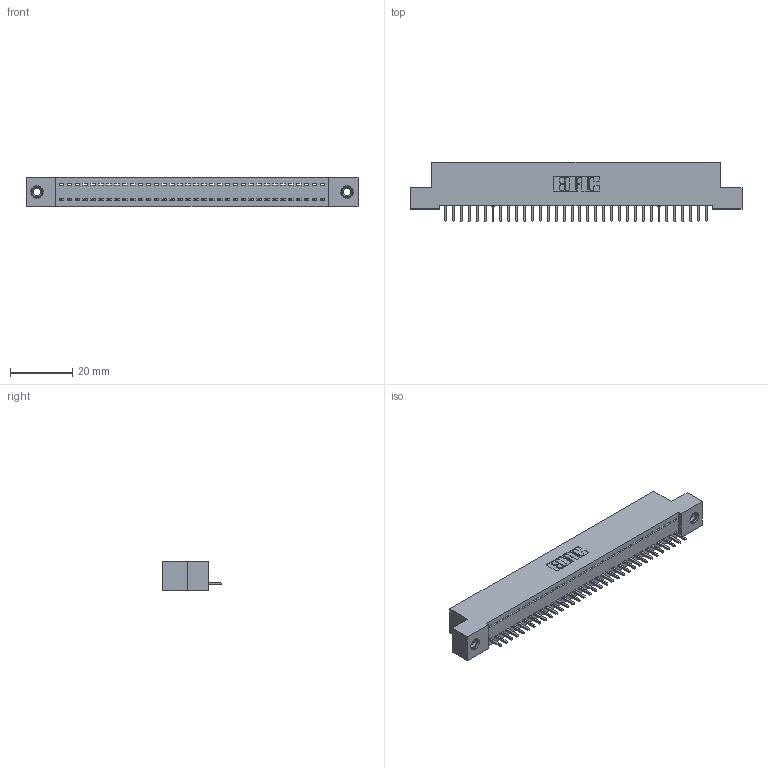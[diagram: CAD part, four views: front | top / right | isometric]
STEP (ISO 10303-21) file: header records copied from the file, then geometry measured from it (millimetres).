
FILE_DESCRIPTION (( 'STEP AP203' ), '1' );
FILE_NAME ('392-034-521-107.STEP', '2018-08-16T01:14:55', ( '' ), ( '' ), 'SwSTEP 2.0', 'SolidWorks 2016', '' );
FILE_SCHEMA (( 'CONFIG_CONTROL_DESIGN' ));
Length unit declared in the file: inch
Products named in the file (4): 342 Part_TI; 345-292-001_345-293-121; 345-250-001_345-250-005-103; 392-034-521-107
Assembly tree (37 placements, depth 2):
  392-034-521-107
    342 Part_TI
    345-292-001_345-293-121  x34
    345-250-001_345-250-005-103  x2
Bounding box: 106.68 x 19.06 x 9.4 mm (x, y, z)
Volume: 9214.8 mm3; surface area: 13043.1 mm2
Topology: 37 solids, 37 shells, 2142 faces, 6419 edges, 4226 vertices
Faces by surface type: plane 1526, cylinder 600, cone 12, torus 4
Entity records: 22892 total; most frequent: CARTESIAN_POINT 3931, ORIENTED_EDGE 3894, DIRECTION 3365, EDGE_CURVE 1947, LINE 1799, VECTOR 1799, VERTEX_POINT 1292, AXIS2_PLACEMENT_3D 783
